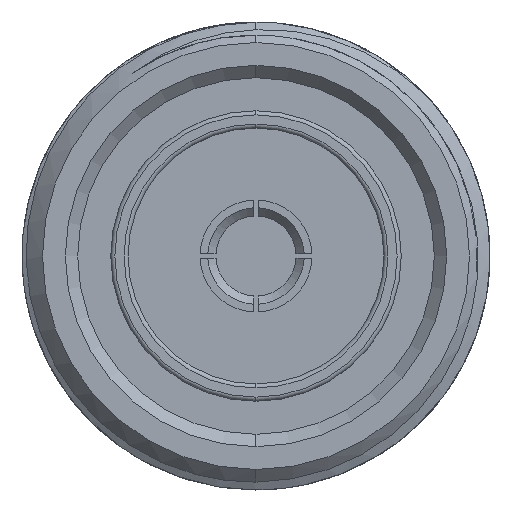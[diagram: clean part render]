
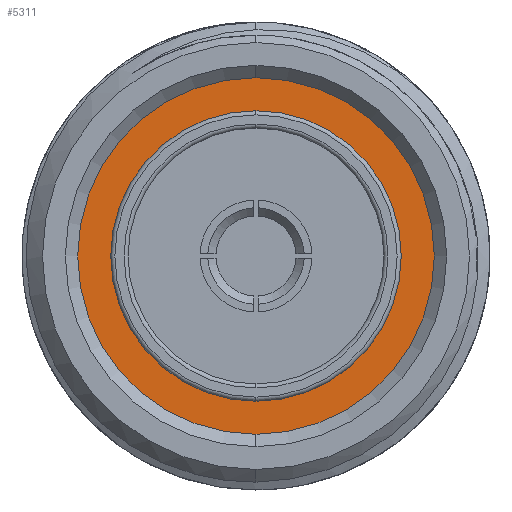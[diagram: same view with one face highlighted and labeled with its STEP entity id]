
A CAD part, left-side view. The second image highlights one B-rep face of the part: STEP entity #5311.
In plain terms, the highlighted planar face has unit normal (-1, 0, 0).
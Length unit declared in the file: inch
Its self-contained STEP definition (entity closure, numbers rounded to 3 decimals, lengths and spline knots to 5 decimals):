
#26 = CIRCLE ( 'NONE', #4282, 0.35433 ) ;
#245 = EDGE_CURVE ( 'NONE', #495, #2403, #736, .T. ) ;
#308 = DIRECTION ( 'NONE',  ( -1., 0., 0. ) ) ;
#495 = VERTEX_POINT ( 'NONE', #2400 ) ;
#648 = FACE_BOUND ( 'NONE', #2694, .T. ) ;
#651 = DIRECTION ( 'NONE',  ( 0., 0., 1. ) ) ;
#736 = CIRCLE ( 'NONE', #3296, 0.35433 ) ;
#998 = CARTESIAN_POINT ( 'NONE',  ( 0.3189, 0., 0.43504 ) ) ;
#1079 = DIRECTION ( 'NONE',  ( -1., 0., 0. ) ) ;
#1303 = AXIS2_PLACEMENT_3D ( 'NONE', #1523, #1079, #651 ) ;
#1523 = CARTESIAN_POINT ( 'NONE',  ( 0.3189, 0., 0. ) ) ;
#1636 = AXIS2_PLACEMENT_3D ( 'NONE', #4742, #2016, #5701 ) ;
#1719 = EDGE_CURVE ( 'NONE', #5006, #3611, #5904, .T. ) ;
#1725 = DIRECTION ( 'NONE',  ( 0., 0., 1. ) ) ;
#1914 = ORIENTED_EDGE ( 'NONE', *, *, #1719, .T. ) ;
#1931 = DIRECTION ( 'NONE',  ( -1., 0., 0. ) ) ;
#2016 = DIRECTION ( 'NONE',  ( -1., 0., 0. ) ) ;
#2082 = DIRECTION ( 'NONE',  ( 0., 0., 1. ) ) ;
#2237 = DIRECTION ( 'NONE',  ( -1., 0., 0. ) ) ;
#2394 = EDGE_CURVE ( 'NONE', #3611, #5006, #5691, .T. ) ;
#2400 = CARTESIAN_POINT ( 'NONE',  ( 0.3189, 0., -0.35433 ) ) ;
#2403 = VERTEX_POINT ( 'NONE', #4862 ) ;
#2535 = EDGE_LOOP ( 'NONE', ( #3489, #1914 ) ) ;
#2694 = EDGE_LOOP ( 'NONE', ( #5424, #5456 ) ) ;
#2721 = CARTESIAN_POINT ( 'NONE',  ( 0.3189, 0., 0. ) ) ;
#2932 = PLANE ( 'NONE',  #1303 ) ;
#3296 = AXIS2_PLACEMENT_3D ( 'NONE', #5349, #308, #2082 ) ;
#3489 = ORIENTED_EDGE ( 'NONE', *, *, #2394, .T. ) ;
#3511 = EDGE_CURVE ( 'NONE', #2403, #495, #26, .T. ) ;
#3611 = VERTEX_POINT ( 'NONE', #998 ) ;
#3756 = CARTESIAN_POINT ( 'NONE',  ( 0.3189, 0., 0. ) ) ;
#3903 = CARTESIAN_POINT ( 'NONE',  ( 0.3189, 0., -0.43504 ) ) ;
#4282 = AXIS2_PLACEMENT_3D ( 'NONE', #3756, #1931, #4689 ) ;
#4689 = DIRECTION ( 'NONE',  ( 0., 0., 1. ) ) ;
#4742 = CARTESIAN_POINT ( 'NONE',  ( 0.3189, 0., 0. ) ) ;
#4750 = FACE_OUTER_BOUND ( 'NONE', #2535, .T. ) ;
#4862 = CARTESIAN_POINT ( 'NONE',  ( 0.3189, 0., 0.35433 ) ) ;
#5006 = VERTEX_POINT ( 'NONE', #3903 ) ;
#5311 = ADVANCED_FACE ( 'NONE', ( #4750, #648 ), #2932, .T. ) ;
#5349 = CARTESIAN_POINT ( 'NONE',  ( 0.3189, 0., 0. ) ) ;
#5424 = ORIENTED_EDGE ( 'NONE', *, *, #245, .F. ) ;
#5456 = ORIENTED_EDGE ( 'NONE', *, *, #3511, .F. ) ;
#5554 = AXIS2_PLACEMENT_3D ( 'NONE', #2721, #2237, #1725 ) ;
#5691 = CIRCLE ( 'NONE', #5554, 0.43504 ) ;
#5701 = DIRECTION ( 'NONE',  ( 0., 0., 1. ) ) ;
#5904 = CIRCLE ( 'NONE', #1636, 0.43504 ) ;
